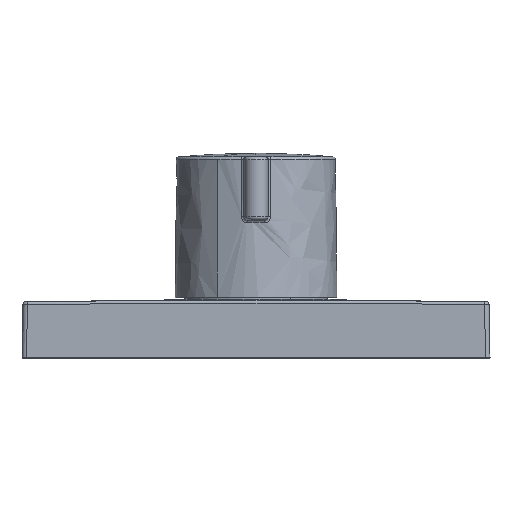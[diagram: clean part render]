
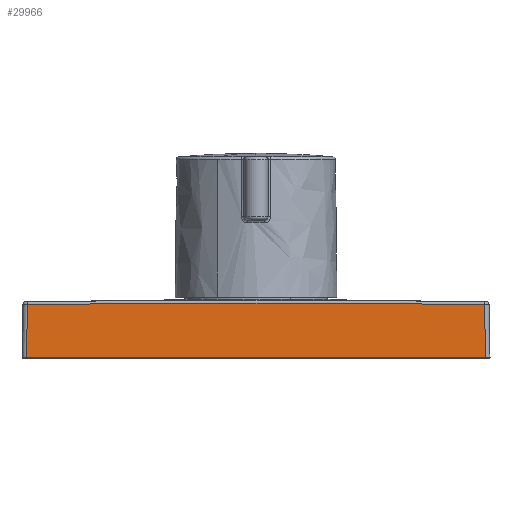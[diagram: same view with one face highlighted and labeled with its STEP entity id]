
A CAD part, front view. The second image highlights one B-rep face of the part: STEP entity #29966.
In plain terms, the highlighted face is planar.
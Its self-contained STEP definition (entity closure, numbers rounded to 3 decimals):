
#24446=CARTESIAN_POINT(' ',(76.186,77.686,18.001));
#24447=VERTEX_POINT(' ',#24446);
#24841=CARTESIAN_POINT(' ',(0.,175.712,-5603.835));
#24846=DIRECTION(' ',(0.,-1.,-0.017));
#24851=DIRECTION(' ',(0.014,-0.017,1.));
#24856=AXIS2_PLACEMENT_3D(' ',#24841,#24846,#24851);
#24861=CIRCLE('',#24856,5623.207);
#24866=CARTESIAN_POINT(' ',(-76.186,77.686,18.001));
#24867=VERTEX_POINT(' ',#24866);
#24871=EDGE_CURVE(' ',#24447,#24867,#24861,.T.);
#29761=CARTESIAN_POINT(' ',(76.186,77.686,18.001));
#29766=DIRECTION(' ',(0.017,0.017,-1.));
#29771=VECTOR(' ',#29766,1.);
#29776=LINE('',#29761,#29771);
#29781=CARTESIAN_POINT(' ',(76.495,77.995,0.305));
#29782=VERTEX_POINT(' ',#29781);
#29786=EDGE_CURVE(' ',#24447,#29782,#29776,.T.);
#29856=DIRECTION(' ',(-0.,1.,0.017));
#29861=CARTESIAN_POINT(' ',(-76.495,77.674,18.689));
#29866=DIRECTION(' ',(1.,0.,0.));
#29871=AXIS2_PLACEMENT_3D(' ',#29861,#29856,#29866);
#29876=PLANE('',#29871);
#29881=CARTESIAN_POINT(' ',(-76.186,77.686,18.001));
#29886=DIRECTION(' ',(-0.017,0.017,-1.));
#29891=VECTOR(' ',#29886,1.);
#29896=LINE('',#29881,#29891);
#29901=CARTESIAN_POINT(' ',(-76.495,77.995,0.305));
#29902=VERTEX_POINT(' ',#29901);
#29906=EDGE_CURVE(' ',#24867,#29902,#29896,.T.);
#29911=ORIENTED_EDGE(' ',*,*,#29906,.F.);
#29916=ORIENTED_EDGE(' ',*,*,#24871,.F.);
#29921=ORIENTED_EDGE(' ',*,*,#29786,.T.);
#29926=CARTESIAN_POINT(' ',(-76.495,77.995,0.305));
#29931=DIRECTION(' ',(1.,0.,0.));
#29936=VECTOR(' ',#29931,1.);
#29941=LINE('',#29926,#29936);
#29946=EDGE_CURVE(' ',#29902,#29782,#29941,.T.);
#29951=ORIENTED_EDGE(' ',*,*,#29946,.F.);
#29956=EDGE_LOOP(' ',(#29911,#29916,#29921,#29951));
#29961=FACE_OUTER_BOUND(' ',#29956,.T.);
#29966=ADVANCED_FACE('',(#29961),#29876,.T.);
